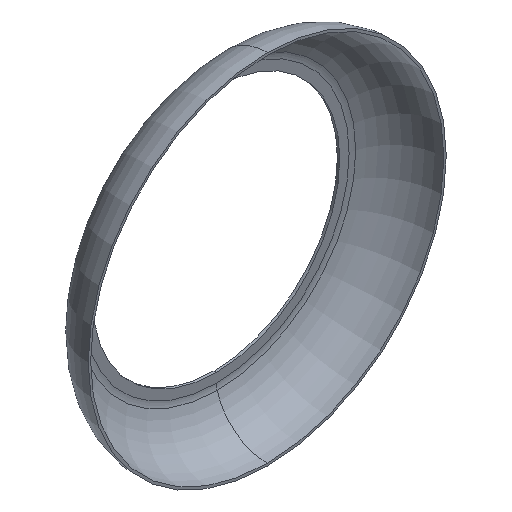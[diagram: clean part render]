
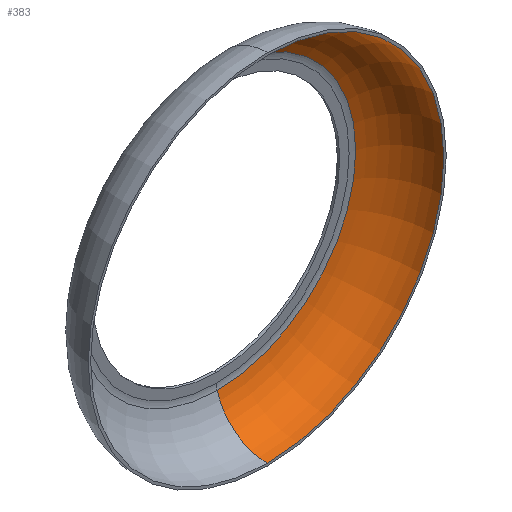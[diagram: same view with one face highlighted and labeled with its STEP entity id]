
A CAD part, isometric view. The second image highlights one B-rep face of the part: STEP entity #383.
In plain terms, the highlighted toroidal (fillet/blend) face has major radius 25.778 mm and minor radius 10.722 mm.
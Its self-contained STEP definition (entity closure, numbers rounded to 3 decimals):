
#7 = CIRCLE ( 'NONE', #363, 10.722 ) ;
#21 = DIRECTION ( 'NONE',  ( 1., 0., 0. ) ) ;
#32 = EDGE_CURVE ( 'NONE', #188, #316, #394, .T. ) ;
#35 = FACE_OUTER_BOUND ( 'NONE', #46, .T. ) ;
#46 = EDGE_LOOP ( 'NONE', ( #307, #212, #146, #282 ) ) ;
#50 = AXIS2_PLACEMENT_3D ( 'NONE', #274, #214, #276 ) ;
#51 = TOROIDAL_SURFACE ( 'NONE', #319, 25.778, 10.722 ) ;
#60 = DIRECTION ( 'NONE',  ( 0., -1., 0. ) ) ;
#83 = CIRCLE ( 'NONE', #187, 36.5 ) ;
#100 = CARTESIAN_POINT ( 'NONE',  ( 0., 0., -36.5 ) ) ;
#102 = CARTESIAN_POINT ( 'NONE',  ( 0., 0., 0. ) ) ;
#108 = CARTESIAN_POINT ( 'NONE',  ( 0., 10.339, 28.618 ) ) ;
#111 = EDGE_CURVE ( 'NONE', #188, #225, #7, .T. ) ;
#122 = EDGE_CURVE ( 'NONE', #225, #365, #83, .T. ) ;
#146 = ORIENTED_EDGE ( 'NONE', *, *, #111, .T. ) ;
#173 = CARTESIAN_POINT ( 'NONE',  ( 0., 0., 25.778 ) ) ;
#184 = DIRECTION ( 'NONE',  ( 0., 0., -1. ) ) ;
#187 = AXIS2_PLACEMENT_3D ( 'NONE', #373, #60, #184 ) ;
#188 = VERTEX_POINT ( 'NONE', #216 ) ;
#190 = CIRCLE ( 'NONE', #393, 10.722 ) ;
#209 = DIRECTION ( 'NONE',  ( -1., 0., 0. ) ) ;
#212 = ORIENTED_EDGE ( 'NONE', *, *, #32, .F. ) ;
#214 = DIRECTION ( 'NONE',  ( 0., -1., 0. ) ) ;
#216 = CARTESIAN_POINT ( 'NONE',  ( 0., 10.339, -28.618 ) ) ;
#225 = VERTEX_POINT ( 'NONE', #100 ) ;
#274 = CARTESIAN_POINT ( 'NONE',  ( 0., 10.339, 0. ) ) ;
#276 = DIRECTION ( 'NONE',  ( 0., 0., -1. ) ) ;
#282 = ORIENTED_EDGE ( 'NONE', *, *, #122, .T. ) ;
#307 = ORIENTED_EDGE ( 'NONE', *, *, #315, .F. ) ;
#308 = DIRECTION ( 'NONE',  ( 0., 0., 1. ) ) ;
#315 = EDGE_CURVE ( 'NONE', #316, #365, #190, .T. ) ;
#316 = VERTEX_POINT ( 'NONE', #108 ) ;
#319 = AXIS2_PLACEMENT_3D ( 'NONE', #102, #356, #328 ) ;
#328 = DIRECTION ( 'NONE',  ( 0., 0., -1. ) ) ;
#329 = DIRECTION ( 'NONE',  ( 0., 0., -1. ) ) ;
#356 = DIRECTION ( 'NONE',  ( 0., -1., 0. ) ) ;
#358 = CARTESIAN_POINT ( 'NONE',  ( 0., 0., 36.5 ) ) ;
#363 = AXIS2_PLACEMENT_3D ( 'NONE', #367, #209, #308 ) ;
#365 = VERTEX_POINT ( 'NONE', #358 ) ;
#367 = CARTESIAN_POINT ( 'NONE',  ( 0., 0., -25.778 ) ) ;
#373 = CARTESIAN_POINT ( 'NONE',  ( 0., 0., 0. ) ) ;
#383 = ADVANCED_FACE ( 'NONE', ( #35 ), #51, .F. ) ;
#393 = AXIS2_PLACEMENT_3D ( 'NONE', #173, #21, #329 ) ;
#394 = CIRCLE ( 'NONE', #50, 28.618 ) ;
